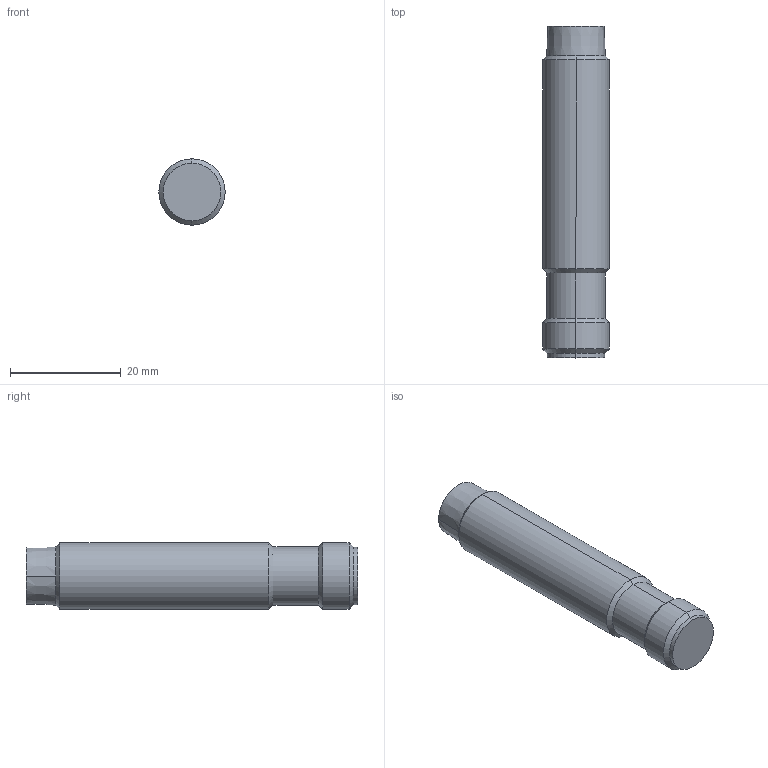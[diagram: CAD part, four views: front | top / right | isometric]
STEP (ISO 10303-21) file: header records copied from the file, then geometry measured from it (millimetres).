
FILE_DESCRIPTION(('STEP AP214'),'1');
FILE_NAME('cctmp_E23598F6-4644-47B3-AC34-262EC71DB921_2024_04_18_11_53_23_0919_8760..stp','2024-04-18T09:53:24',('Bosch Rexroth AG'),('CADClick - www.CADClick.com'),'Spatial InterOp 3D',' ','unknown authorization - (Healing Option Enabled)');
FILE_SCHEMA(('AUTOMOTIVE_DESIGN'));
Length unit declared in the file: millimetre
Products named in the file (1): 2024_04_18_11_53_23_0900
Bounding box: 12 x 60 x 12 mm (x, y, z)
Volume: 6348.5 mm3; surface area: 2394.2 mm2
Topology: 1 solids, 1 shells, 21 faces, 40 edges, 22 vertices
Faces by surface type: cone 10, cylinder 8, plane 3
Entity records: 716 total; most frequent: DIRECTION 106, CARTESIAN_POINT 84, ORIENTED_EDGE 80, AXIS2_PLACEMENT_3D 44, EDGE_CURVE 40, STYLED_ITEM 22, PRESENTATION_STYLE_ASSIGNMENT 22, SURFACE_STYLE_USAGE 22
